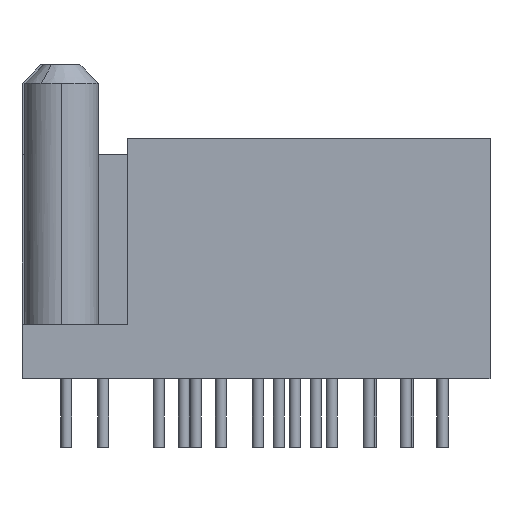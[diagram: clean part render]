
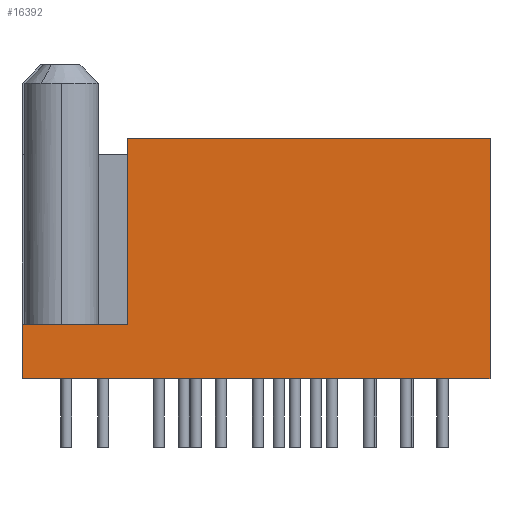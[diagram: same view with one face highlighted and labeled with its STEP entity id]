
A CAD part, front view. The second image highlights one B-rep face of the part: STEP entity #16392.
In plain terms, the highlighted planar face has unit normal (0, -1, 0).
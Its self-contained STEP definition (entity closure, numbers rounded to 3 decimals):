
#16289=CARTESIAN_POINT('',(-5.92,-40.7,13.));
#16290=VERTEX_POINT('',#16289);
#16297=CARTESIAN_POINT('',(13.69,-40.7,13.));
#16298=VERTEX_POINT('',#16297);
#16299=CARTESIAN_POINT('',(-5.92,-40.7,13.));
#16300=DIRECTION('',(1.0,0.0,0.0));
#16301=VECTOR('',#16300,19.61);
#16302=LINE('',#16299,#16301);
#16303=EDGE_CURVE('',#16290,#16298,#16302,.T.);
#16328=CARTESIAN_POINT('',(13.69,-40.7,0.));
#16329=VERTEX_POINT('',#16328);
#16330=CARTESIAN_POINT('',(13.69,-40.7,13.));
#16331=DIRECTION('',(0.0,0.0,-1.0));
#16332=VECTOR('',#16331,13.0);
#16333=LINE('',#16330,#16332);
#16334=EDGE_CURVE('',#16298,#16329,#16333,.T.);
#16353=CARTESIAN_POINT('',(1.02,-40.7,-0.65));
#16354=DIRECTION('',(0.0,-1.0,0.0));
#16355=DIRECTION('',(0.0,0.0,-1.0));
#16356=AXIS2_PLACEMENT_3D('',#16353,#16354,#16355);
#16357=PLANE('',#16356);
#16358=CARTESIAN_POINT('',(-5.92,-40.7,2.95));
#16359=VERTEX_POINT('',#16358);
#16360=CARTESIAN_POINT('',(-5.92,-40.7,13.));
#16361=DIRECTION('',(0.0,0.0,-1.0));
#16362=VECTOR('',#16361,10.05);
#16363=LINE('',#16360,#16362);
#16364=EDGE_CURVE('',#16290,#16359,#16363,.T.);
#16365=ORIENTED_EDGE('',*,*,#16364,.T.);
#16366=CARTESIAN_POINT('',(-11.65,-40.7,2.95));
#16367=VERTEX_POINT('',#16366);
#16368=CARTESIAN_POINT('',(-5.92,-40.7,2.95));
#16369=DIRECTION('',(-1.0,0.,0.0));
#16370=VECTOR('',#16369,5.73);
#16371=LINE('',#16368,#16370);
#16372=EDGE_CURVE('',#16359,#16367,#16371,.T.);
#16373=ORIENTED_EDGE('',*,*,#16372,.T.);
#16374=CARTESIAN_POINT('',(-11.65,-40.7,0.));
#16375=VERTEX_POINT('',#16374);
#16376=CARTESIAN_POINT('',(-11.65,-40.7,0.));
#16377=DIRECTION('',(0.,0.0,1.0));
#16378=VECTOR('',#16377,2.95);
#16379=LINE('',#16376,#16378);
#16380=EDGE_CURVE('',#16375,#16367,#16379,.T.);
#16381=ORIENTED_EDGE('',*,*,#16380,.F.);
#16382=CARTESIAN_POINT('',(13.69,-40.7,0.));
#16383=DIRECTION('',(-1.0,0.0,0.0));
#16384=VECTOR('',#16383,25.34);
#16385=LINE('',#16382,#16384);
#16386=EDGE_CURVE('',#16329,#16375,#16385,.T.);
#16387=ORIENTED_EDGE('',*,*,#16386,.F.);
#16388=ORIENTED_EDGE('',*,*,#16334,.F.);
#16389=ORIENTED_EDGE('',*,*,#16303,.F.);
#16390=EDGE_LOOP('',(#16365,#16373,#16381,#16387,#16388,#16389));
#16391=FACE_OUTER_BOUND('',#16390,.T.);
#16392=ADVANCED_FACE('',(#16391),#16357,.T.);
